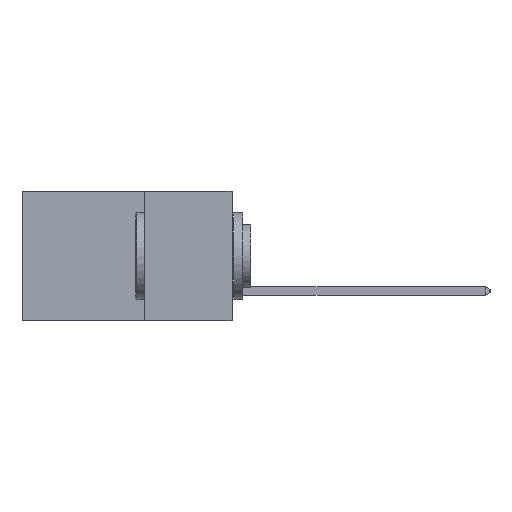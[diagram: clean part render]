
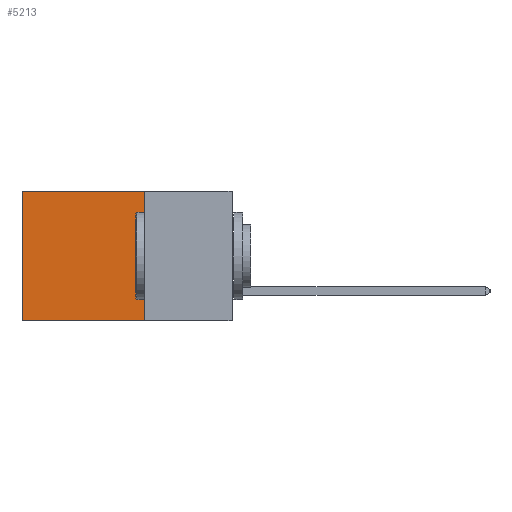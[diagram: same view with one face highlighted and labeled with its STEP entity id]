
A CAD part, left-side view. The second image highlights one B-rep face of the part: STEP entity #5213.
In plain terms, the highlighted planar face has unit normal (-1, 0, 0).
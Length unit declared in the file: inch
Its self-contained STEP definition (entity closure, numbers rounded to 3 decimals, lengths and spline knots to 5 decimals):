
#209 = CARTESIAN_POINT ( 'NONE',  ( 0.2875, 0.25, 0. ) ) ;
#1679 = EDGE_CURVE ( 'NONE', #18788, #4919, #18150, .T. ) ;
#1738 = LINE ( 'NONE', #3836, #3406 ) ;
#2838 = DIRECTION ( 'NONE',  ( 0., 0., -1. ) ) ;
#3406 = VECTOR ( 'NONE', #19310, 39.37008 ) ;
#3836 = CARTESIAN_POINT ( 'NONE',  ( 0.2875, 0.25, 0. ) ) ;
#4111 = CARTESIAN_POINT ( 'NONE',  ( 0.2875, 0.6, -0.37 ) ) ;
#4165 = DIRECTION ( 'NONE',  ( 0., 1., 0. ) ) ;
#4578 = VECTOR ( 'NONE', #4165, 39.37008 ) ;
#4919 = VERTEX_POINT ( 'NONE', #4111 ) ;
#5213 = ADVANCED_FACE ( 'NONE', ( #31640 ), #15687, .F. ) ;
#5786 = ORIENTED_EDGE ( 'NONE', *, *, #1679, .T. ) ;
#6895 = VERTEX_POINT ( 'NONE', #7231 ) ;
#7231 = CARTESIAN_POINT ( 'NONE',  ( 0.2875, 0.25, 0. ) ) ;
#7870 = CARTESIAN_POINT ( 'NONE',  ( 0.2875, 0.6, 0. ) ) ;
#8885 = EDGE_LOOP ( 'NONE', ( #5786, #16548, #14585, #32172 ) ) ;
#10455 = VECTOR ( 'NONE', #18474, 39.37008 ) ;
#10668 = CARTESIAN_POINT ( 'NONE',  ( 0.2875, 0.6, 0. ) ) ;
#10978 = EDGE_CURVE ( 'NONE', #6895, #18788, #1738, .T. ) ;
#11073 = EDGE_CURVE ( 'NONE', #26179, #4919, #32097, .T. ) ;
#14585 = ORIENTED_EDGE ( 'NONE', *, *, #31091, .F. ) ;
#14639 = AXIS2_PLACEMENT_3D ( 'NONE', #209, #18308, #2838 ) ;
#15612 = DIRECTION ( 'NONE',  ( 0., 0., -1. ) ) ;
#15687 = PLANE ( 'NONE',  #14639 ) ;
#16548 = ORIENTED_EDGE ( 'NONE', *, *, #11073, .F. ) ;
#18150 = LINE ( 'NONE', #10668, #10455 ) ;
#18308 = DIRECTION ( 'NONE',  ( 1., 0., 0. ) ) ;
#18474 = DIRECTION ( 'NONE',  ( 0., 0., -1. ) ) ;
#18788 = VERTEX_POINT ( 'NONE', #7870 ) ;
#19310 = DIRECTION ( 'NONE',  ( 0., 1., 0. ) ) ;
#19831 = VECTOR ( 'NONE', #15612, 39.37008 ) ;
#20628 = LINE ( 'NONE', #31118, #19831 ) ;
#24832 = CARTESIAN_POINT ( 'NONE',  ( 0.2875, 0.25, -0.37 ) ) ;
#26179 = VERTEX_POINT ( 'NONE', #30390 ) ;
#30390 = CARTESIAN_POINT ( 'NONE',  ( 0.2875, 0.25, -0.37 ) ) ;
#31091 = EDGE_CURVE ( 'NONE', #6895, #26179, #20628, .T. ) ;
#31118 = CARTESIAN_POINT ( 'NONE',  ( 0.2875, 0.25, 0. ) ) ;
#31640 = FACE_OUTER_BOUND ( 'NONE', #8885, .T. ) ;
#32097 = LINE ( 'NONE', #24832, #4578 ) ;
#32172 = ORIENTED_EDGE ( 'NONE', *, *, #10978, .T. ) ;
